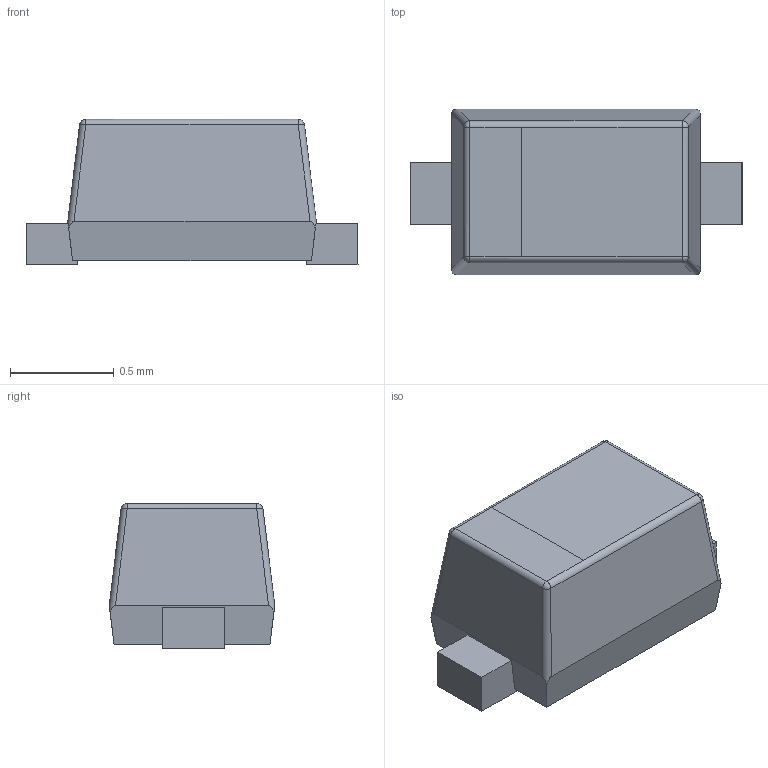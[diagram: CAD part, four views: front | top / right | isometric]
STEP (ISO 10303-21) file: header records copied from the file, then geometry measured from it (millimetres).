
FILE_DESCRIPTION( ( '' ), ' ' );
FILE_NAME( '5b2a9201a424b40fae667550.step', '2018-06-20T17:42:26', ( '' ), ( '' ), ' ', ' ', ' ' );
FILE_SCHEMA( ( 'AUTOMOTIVE_DESIGN { 1 0 10303 214 1 1 1 1 }' ) );
Length unit declared in the file: metre
Products named in the file (4): Open CASCADE STEP translator 6.8 4; Open CASCADE STEP translator 6.8 3; Open CASCADE STEP translator 6.8 2
Bounding box: 1.6 x 0.8 x 0.7 mm (x, y, z)
Volume: 0.6 mm3; surface area: 5.8 mm2
Topology: 4 solids, 4 shells, 49 faces, 109 edges, 66 vertices
Faces by surface type: plane 37, cylinder 8, sphere 4
Entity records: 2292 total; most frequent: CARTESIAN_POINT 268, ORIENTED_EDGE 214, DIRECTION 209, STYLED_ITEM 156, PRESENTATION_STYLE_ASSIGNMENT 156, COLOUR_RGB 156, EDGE_CURVE 107, CURVE_STYLE 107
